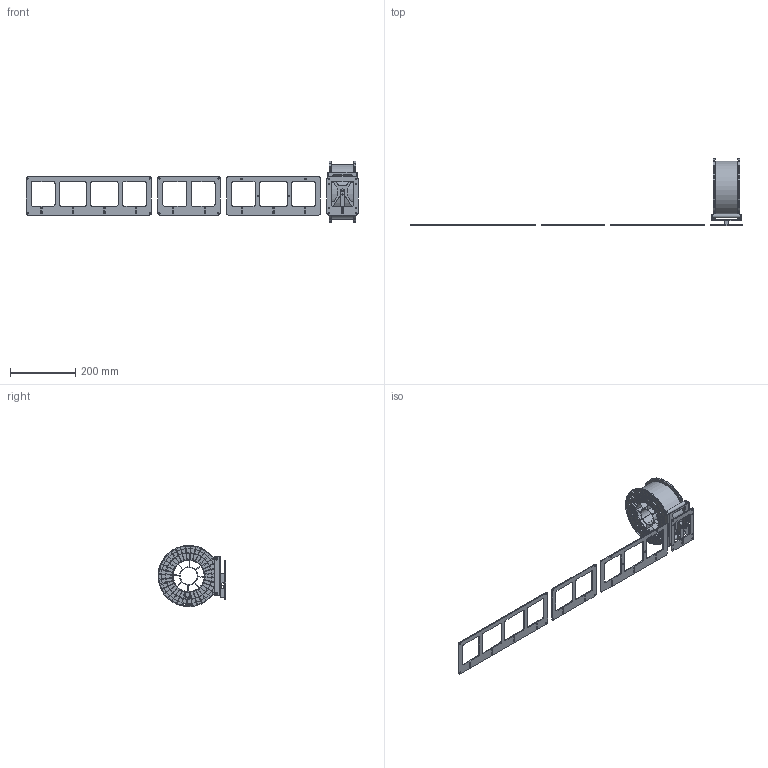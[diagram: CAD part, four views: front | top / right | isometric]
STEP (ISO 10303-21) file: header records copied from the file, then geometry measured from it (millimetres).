
FILE_DESCRIPTION(/* description */ (''),/* implementation_level */ '2;1');
FILE_NAME(/* name */ '',/* time_stamp */ '2024-02-09T14:47:37+03:00',/* author */ ('Gungrel'),/* organization */ (''),/* preprocessor_version */ 'ST-DEVELOPER v19.2',/* originating_system */ 'Autodesk Inventor 2024',/* authorisation */ '');
FILE_SCHEMA (('AUTOMOTIVE_DESIGN { 1 0 10303 214 3 1 1 }'));
Length unit declared in the file: millimetre
Products named in the file (13): Катушкодержатель 
гибка финал; Основание под 
одну катушку; FD plast spool; Ролик 623; Узкие весы 
гибка 623; Датчик; skf_bearing_623_2_1; ISO 7380-1 - M4 x 12; ISO 7380-1 - M3 x 8; ISO 10642 - M4 x  12; основание весов; Основание весов 
2 кат; основание весов 
3 кат
Assembly tree (21 placements, depth 2):
  Катушкодержатель 
гибка финал
    Основание под 
одну катушку
    FD plast spool
    Ролик 623  x2
    Узкие весы 
гибка 623
    Датчик
    skf_bearing_623_2_1  x4
    ISO 7380-1 - M4 x 12  x2
    ISO 7380-1 - M3 x 8  x4
    ISO 10642 - M4 x  12  x2
    основание весов
    Основание весов 
2 кат
    основание весов 
3 кат
Bounding box: 1016.79 x 207.62 x 187.64 mm (x, y, z)
Volume: 1410393.9 mm3; surface area: 478695.4 mm2
Topology: 30 solids, 30 shells, 1329 faces, 3353 edges, 2229 vertices
Faces by surface type: plane 670, cylinder 519, torus 70, cone 36, sphere 28, bspline 6
Full cylindrical faces by diameter (mm): 2.6 x4, 3 x8, 3.2 x8, 4 x26, 4.2 x27, 4.8 x8, 5.7 x4, 7.5 x8, 7.6 x2, 8 x2, 8.2 x8, 10 x6, 12 x2, 52 x1, 99 x2, 168 x1, 188 x2
Entity records: 36800 total; most frequent: CARTESIAN_POINT 6519, DIRECTION 6255, ORIENTED_EDGE 5732, EDGE_CURVE 2866, AXIS2_PLACEMENT_3D 2241, VERTEX_POINT 1917, LINE 1773, VECTOR 1773
